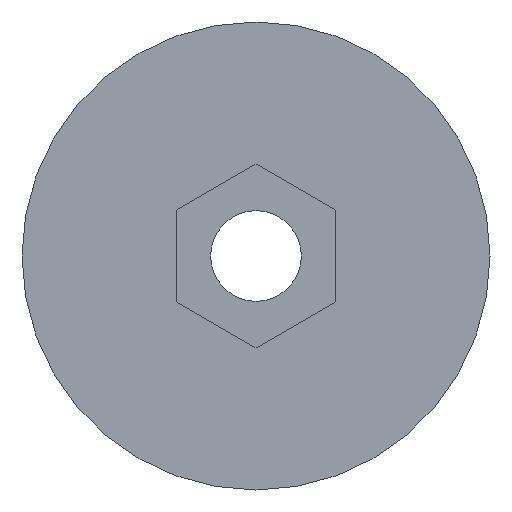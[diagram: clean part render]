
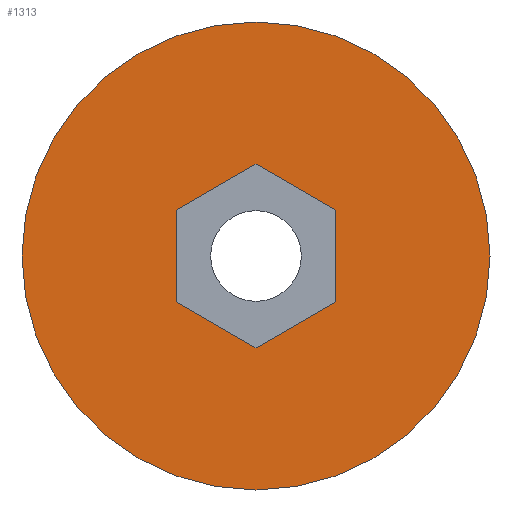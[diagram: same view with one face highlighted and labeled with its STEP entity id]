
A CAD part, left-side view. The second image highlights one B-rep face of the part: STEP entity #1313.
In plain terms, the highlighted planar face has unit normal (-1, 0, 0).
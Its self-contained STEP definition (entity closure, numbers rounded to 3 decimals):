
#115=CARTESIAN_POINT('',(0.,0.,0.));
#116=DIRECTION('',(-1.,0.,0.));
#117=DIRECTION('',(0.,1.,0.));
#118=AXIS2_PLACEMENT_3D('',#115,#116,#117);
#120=CARTESIAN_POINT('',(0.,0.,0.));
#121=DIRECTION('',(-1.,0.,0.));
#122=DIRECTION('',(0.,-1.,0.));
#123=AXIS2_PLACEMENT_3D('',#120,#121,#122);
#125=DIRECTION('',(0.,-0.866,-0.5));
#126=VECTOR('',#125,0.924);
#127=CARTESIAN_POINT('',(0.,0.,0.924));
#128=LINE('',#127,#126);
#129=DIRECTION('',(0.,-0.866,0.5));
#130=VECTOR('',#129,0.924);
#131=CARTESIAN_POINT('',(0.,0.8,0.462));
#132=LINE('',#131,#130);
#133=DIRECTION('',(0.,0.,1.));
#134=VECTOR('',#133,0.924);
#135=CARTESIAN_POINT('',(0.,0.8,-0.462));
#136=LINE('',#135,#134);
#137=DIRECTION('',(0.,0.866,0.5));
#138=VECTOR('',#137,0.924);
#139=CARTESIAN_POINT('',(0.,0.,-0.924));
#140=LINE('',#139,#138);
#141=DIRECTION('',(0.,0.866,-0.5));
#142=VECTOR('',#141,0.924);
#143=CARTESIAN_POINT('',(0.,-0.8,-0.462));
#144=LINE('',#143,#142);
#145=DIRECTION('',(0.,0.,-1.));
#146=VECTOR('',#145,0.924);
#147=CARTESIAN_POINT('',(0.,-0.8,0.462));
#148=LINE('',#147,#146);
#1237=CARTESIAN_POINT('',(0.,0.,0.924));
#1238=CARTESIAN_POINT('',(0.,-0.8,0.462));
#1239=VERTEX_POINT('',#1237);
#1240=VERTEX_POINT('',#1238);
#1241=CARTESIAN_POINT('',(0.,-0.8,-0.462));
#1242=VERTEX_POINT('',#1241);
#1243=CARTESIAN_POINT('',(0.,0.,-0.924));
#1244=VERTEX_POINT('',#1243);
#1245=CARTESIAN_POINT('',(0.,0.8,-0.462));
#1246=VERTEX_POINT('',#1245);
#1247=CARTESIAN_POINT('',(0.,0.8,0.462));
#1248=VERTEX_POINT('',#1247);
#1265=CARTESIAN_POINT('',(0.,2.35,0.));
#1266=CARTESIAN_POINT('',(0.,-2.35,0.));
#1267=VERTEX_POINT('',#1265);
#1268=VERTEX_POINT('',#1266);
#1288=CARTESIAN_POINT('',(0.,0.,0.));
#1289=DIRECTION('',(1.,0.,0.));
#1290=DIRECTION('',(0.,-1.,0.));
#1291=AXIS2_PLACEMENT_3D('',#1288,#1289,#1290);
#1292=PLANE('',#1291);
#1294=ORIENTED_EDGE('',*,*,#1293,.F.);
#1296=ORIENTED_EDGE('',*,*,#1295,.F.);
#1297=EDGE_LOOP('',(#1294,#1296));
#1298=FACE_OUTER_BOUND('',#1297,.F.);
#1300=ORIENTED_EDGE('',*,*,#1299,.F.);
#1302=ORIENTED_EDGE('',*,*,#1301,.F.);
#1304=ORIENTED_EDGE('',*,*,#1303,.F.);
#1306=ORIENTED_EDGE('',*,*,#1305,.F.);
#1308=ORIENTED_EDGE('',*,*,#1307,.F.);
#1310=ORIENTED_EDGE('',*,*,#1309,.F.);
#1311=EDGE_LOOP('',(#1300,#1302,#1304,#1306,#1308,#1310));
#1312=FACE_BOUND('',#1311,.F.);
#119=CIRCLE('',#118,2.35);
#124=CIRCLE('',#123,2.35);
#1293=EDGE_CURVE('',#1267,#1268,#119,.T.);
#1295=EDGE_CURVE('',#1268,#1267,#124,.T.);
#1299=EDGE_CURVE('',#1239,#1240,#128,.T.);
#1301=EDGE_CURVE('',#1248,#1239,#132,.T.);
#1303=EDGE_CURVE('',#1246,#1248,#136,.T.);
#1305=EDGE_CURVE('',#1244,#1246,#140,.T.);
#1307=EDGE_CURVE('',#1242,#1244,#144,.T.);
#1309=EDGE_CURVE('',#1240,#1242,#148,.T.);
#1313=ADVANCED_FACE('',(#1298,#1312),#1292,.F.);
